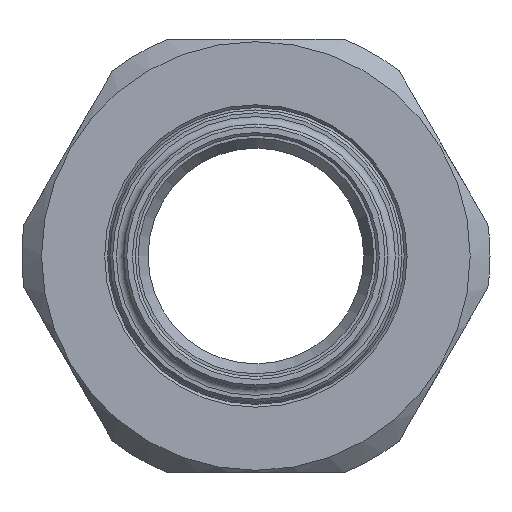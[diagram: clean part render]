
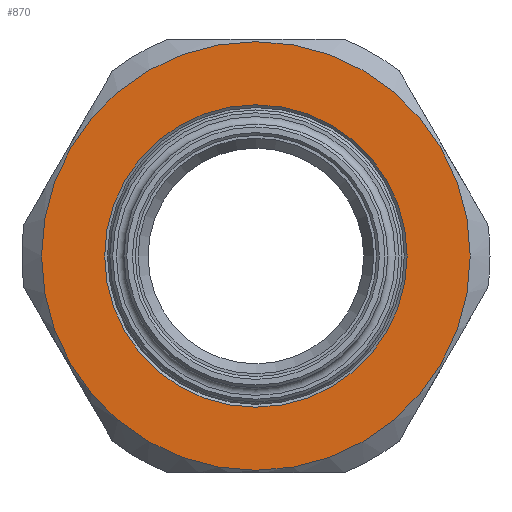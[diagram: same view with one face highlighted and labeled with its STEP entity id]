
A CAD part, left-side view. The second image highlights one B-rep face of the part: STEP entity #870.
In plain terms, the highlighted planar face has unit normal (-1, 0, 0).
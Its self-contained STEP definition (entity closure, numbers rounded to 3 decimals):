
#36=FACE_BOUND('',#169,.T.);
#84=PLANE('',#1022);
#113=FACE_OUTER_BOUND('',#168,.T.);
#168=EDGE_LOOP('',(#679));
#169=EDGE_LOOP('',(#680));
#306=CIRCLE('',#1002,22.75);
#316=CIRCLE('',#1021,16.05);
#395=VERTEX_POINT('',#1528);
#404=VERTEX_POINT('',#1563);
#492=EDGE_CURVE('',#395,#395,#306,.T.);
#506=EDGE_CURVE('',#404,#404,#316,.T.);
#679=ORIENTED_EDGE('',*,*,#492,.T.);
#680=ORIENTED_EDGE('',*,*,#506,.F.);
#870=ADVANCED_FACE('',(#113,#36),#84,.T.);
#1002=AXIS2_PLACEMENT_3D('',#1530,#1180,#1181);
#1021=AXIS2_PLACEMENT_3D('',#1564,#1221,#1222);
#1022=AXIS2_PLACEMENT_3D('',#1566,#1224,#1225);
#1180=DIRECTION('center_axis',(-1.,0.,0.));
#1181=DIRECTION('ref_axis',(0.,1.,0.));
#1221=DIRECTION('center_axis',(-1.,0.,0.));
#1222=DIRECTION('ref_axis',(0.,0.,-1.));
#1224=DIRECTION('center_axis',(-1.,0.,0.));
#1225=DIRECTION('ref_axis',(0.,0.,1.));
#1528=CARTESIAN_POINT('',(-19.,-22.75,0.));
#1530=CARTESIAN_POINT('Origin',(-19.,0.,0.));
#1563=CARTESIAN_POINT('',(-19.,0.,16.05));
#1564=CARTESIAN_POINT('Origin',(-19.,0.,0.));
#1566=CARTESIAN_POINT('Origin',(-19.,0.,0.));
